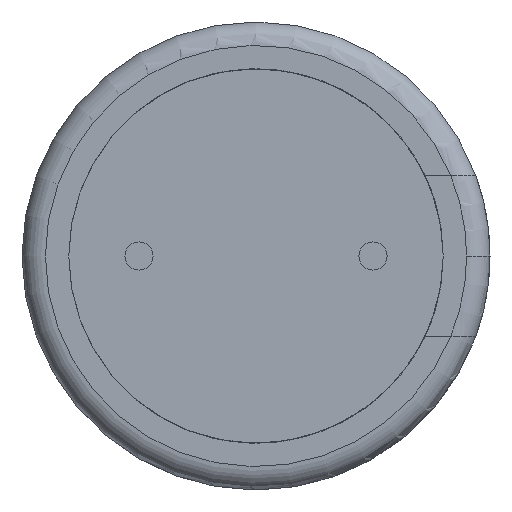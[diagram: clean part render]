
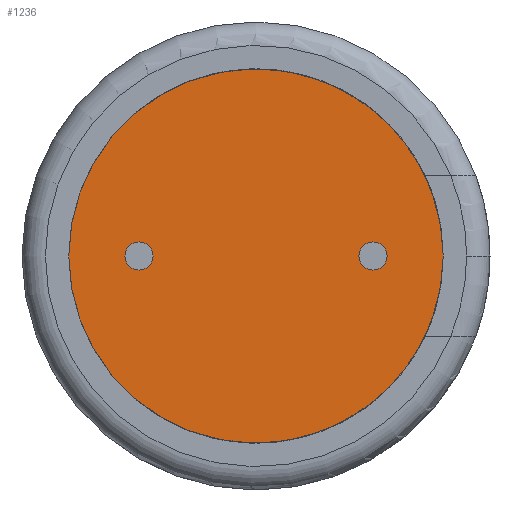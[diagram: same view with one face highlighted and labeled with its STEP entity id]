
A CAD part, front view. The second image highlights one B-rep face of the part: STEP entity #1236.
In plain terms, the highlighted planar face has unit normal (0, -1, 0).
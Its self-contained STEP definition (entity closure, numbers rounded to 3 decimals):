
#117 = DIRECTION ( 'NONE',  ( 0., -1., 0. ) ) ;
#149 = AXIS2_PLACEMENT_3D ( 'NONE', #393, #1815, #590 ) ;
#169 = DIRECTION ( 'NONE',  ( 0., -1., 0. ) ) ;
#187 = CARTESIAN_POINT ( 'NONE',  ( -2.5, 0., 0. ) ) ;
#199 = ORIENTED_EDGE ( 'NONE', *, *, #2099, .F. ) ;
#220 = CARTESIAN_POINT ( 'NONE',  ( 0., 0., 0. ) ) ;
#231 = ORIENTED_EDGE ( 'NONE', *, *, #309, .T. ) ;
#246 = CARTESIAN_POINT ( 'NONE',  ( -2.5, 0., 0. ) ) ;
#303 = EDGE_CURVE ( 'NONE', #1495, #1951, #1771, .T. ) ;
#309 = EDGE_CURVE ( 'NONE', #759, #2382, #1146, .T. ) ;
#346 = AXIS2_PLACEMENT_3D ( 'NONE', #187, #977, #1587 ) ;
#393 = CARTESIAN_POINT ( 'NONE',  ( 2.5, 0., 0. ) ) ;
#449 = DIRECTION ( 'NONE',  ( 0., 0., 1. ) ) ;
#575 = CARTESIAN_POINT ( 'NONE',  ( 2.5, 0., 0. ) ) ;
#581 = CARTESIAN_POINT ( 'NONE',  ( 4., 0., 0. ) ) ;
#590 = DIRECTION ( 'NONE',  ( 1., 0., 0. ) ) ;
#683 = ORIENTED_EDGE ( 'NONE', *, *, #1305, .T. ) ;
#759 = VERTEX_POINT ( 'NONE', #2304 ) ;
#971 = EDGE_LOOP ( 'NONE', ( #199, #2463 ) ) ;
#977 = DIRECTION ( 'NONE',  ( 0., 1., 0. ) ) ;
#1040 = DIRECTION ( 'NONE',  ( 0., -1., 0. ) ) ;
#1091 = AXIS2_PLACEMENT_3D ( 'NONE', #1336, #117, #1525 ) ;
#1093 = VERTEX_POINT ( 'NONE', #2321 ) ;
#1116 = CIRCLE ( 'NONE', #149, 0.3 ) ;
#1146 = CIRCLE ( 'NONE', #346, 0.3 ) ;
#1148 = CIRCLE ( 'NONE', #1287, 4. ) ;
#1167 = CARTESIAN_POINT ( 'NONE',  ( 2.5, 0., 0.3 ) ) ;
#1184 = DIRECTION ( 'NONE',  ( 1., 0., 0. ) ) ;
#1236 = ADVANCED_FACE ( 'NONE', ( #2343, #1807, #1289 ), #1836, .T. ) ;
#1287 = AXIS2_PLACEMENT_3D ( 'NONE', #1393, #169, #1576 ) ;
#1289 = FACE_OUTER_BOUND ( 'NONE', #1542, .T. ) ;
#1305 = EDGE_CURVE ( 'NONE', #2382, #759, #1927, .T. ) ;
#1336 = CARTESIAN_POINT ( 'NONE',  ( 0., 0., 0. ) ) ;
#1393 = CARTESIAN_POINT ( 'NONE',  ( 0., 0., 0. ) ) ;
#1495 = VERTEX_POINT ( 'NONE', #1517 ) ;
#1517 = CARTESIAN_POINT ( 'NONE',  ( 2.5, 0., -0.3 ) ) ;
#1525 = DIRECTION ( 'NONE',  ( 1., 0., 0. ) ) ;
#1542 = EDGE_LOOP ( 'NONE', ( #2188, #1856 ) ) ;
#1576 = DIRECTION ( 'NONE',  ( 1., 0., 0. ) ) ;
#1587 = DIRECTION ( 'NONE',  ( 0., 0., 1. ) ) ;
#1603 = AXIS2_PLACEMENT_3D ( 'NONE', #246, #1664, #449 ) ;
#1623 = VERTEX_POINT ( 'NONE', #581 ) ;
#1664 = DIRECTION ( 'NONE',  ( 0., 1., 0. ) ) ;
#1749 = AXIS2_PLACEMENT_3D ( 'NONE', #220, #1040, #2436 ) ;
#1771 = CIRCLE ( 'NONE', #2562, 0.3 ) ;
#1807 = FACE_BOUND ( 'NONE', #2096, .T. ) ;
#1815 = DIRECTION ( 'NONE',  ( 0., -1., 0. ) ) ;
#1836 = PLANE ( 'NONE',  #1749 ) ;
#1856 = ORIENTED_EDGE ( 'NONE', *, *, #2004, .T. ) ;
#1927 = CIRCLE ( 'NONE', #1603, 0.3 ) ;
#1951 = VERTEX_POINT ( 'NONE', #1167 ) ;
#1999 = CARTESIAN_POINT ( 'NONE',  ( -2.5, 0., 0.3 ) ) ;
#2004 = EDGE_CURVE ( 'NONE', #1093, #1623, #1148, .T. ) ;
#2096 = EDGE_LOOP ( 'NONE', ( #683, #231 ) ) ;
#2099 = EDGE_CURVE ( 'NONE', #1951, #1495, #1116, .T. ) ;
#2140 = EDGE_CURVE ( 'NONE', #1623, #1093, #2372, .T. ) ;
#2188 = ORIENTED_EDGE ( 'NONE', *, *, #2140, .T. ) ;
#2304 = CARTESIAN_POINT ( 'NONE',  ( -2.5, 0., -0.3 ) ) ;
#2321 = CARTESIAN_POINT ( 'NONE',  ( -4., 0., 0. ) ) ;
#2343 = FACE_BOUND ( 'NONE', #971, .T. ) ;
#2372 = CIRCLE ( 'NONE', #1091, 4. ) ;
#2382 = VERTEX_POINT ( 'NONE', #1999 ) ;
#2436 = DIRECTION ( 'NONE',  ( 1., 0., 0. ) ) ;
#2463 = ORIENTED_EDGE ( 'NONE', *, *, #303, .F. ) ;
#2562 = AXIS2_PLACEMENT_3D ( 'NONE', #575, #2588, #1184 ) ;
#2588 = DIRECTION ( 'NONE',  ( 0., -1., 0. ) ) ;
